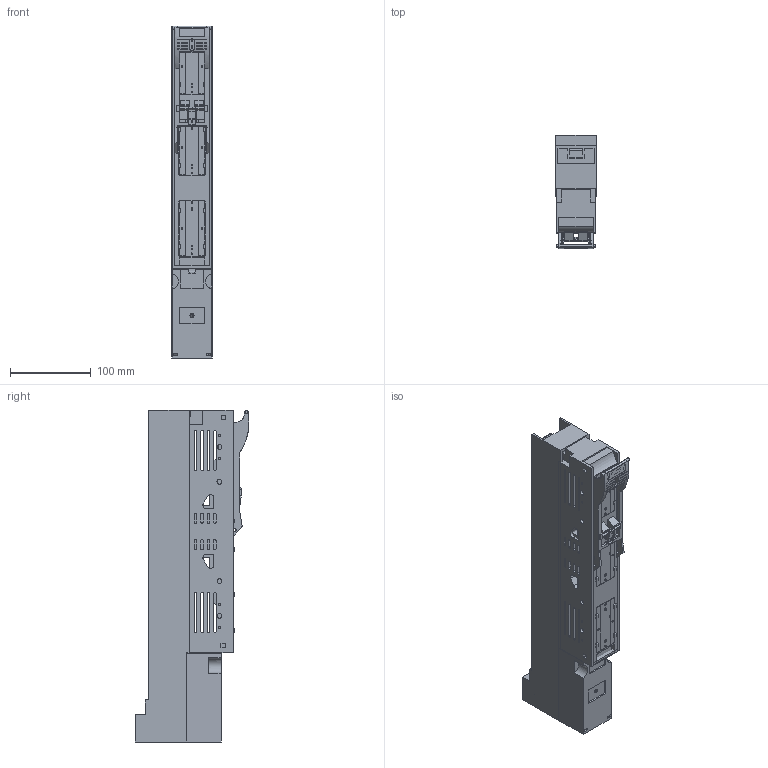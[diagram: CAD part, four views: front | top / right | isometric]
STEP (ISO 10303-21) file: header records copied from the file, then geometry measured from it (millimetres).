
FILE_DESCRIPTION(('CATIA V5 STEP'),'2;1');
FILE_NAME('L0662_NH_Wandlerlastschaltleiste_SL00_3x3_100_KM00_HA_W.stp','2018-11-14T10:08:16+00:00',('none'),('Jean Müller GmbH'),'CATIA Version 5 Release 19 SP 9 (IN-10)','CATIA V5 STEP AP214','none');
FILE_SCHEMA(('AUTOMOTIVE_DESIGN { 1 0 10303 214 1 1 1 1 }'));
Products named in the file (1): L0662_NH-Wandlerlastschaltleiste SL00-3x3/100/KM00/HA/W
Bounding box: 50 x 140.69 x 410 mm (x, y, z)
Volume: 1421186.8 mm3; surface area: 403157.2 mm2
Topology: 17 solids, 17 shells, 2173 faces, 6286 edges, 4142 vertices
Faces by surface type: plane 1561, cylinder 364, bspline 128, cone 114, torus 6
Entity records: 76718 total; most frequent: CARTESIAN_POINT 23077, ORIENTED_EDGE 12560, DIRECTION 8559, EDGE_CURVE 6280, VECTOR 4792, LINE 4792, VERTEX_POINT 4142, EDGE_LOOP 2396
